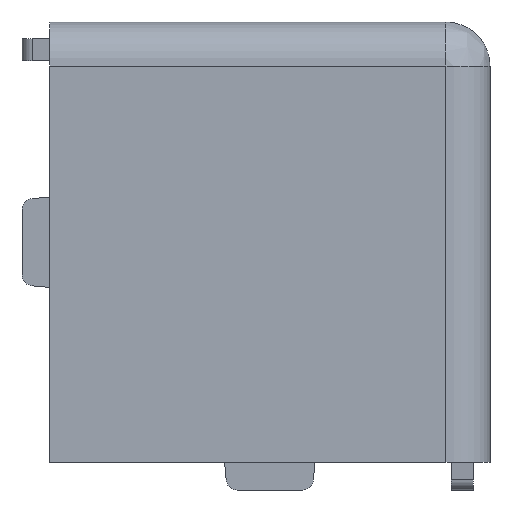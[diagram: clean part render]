
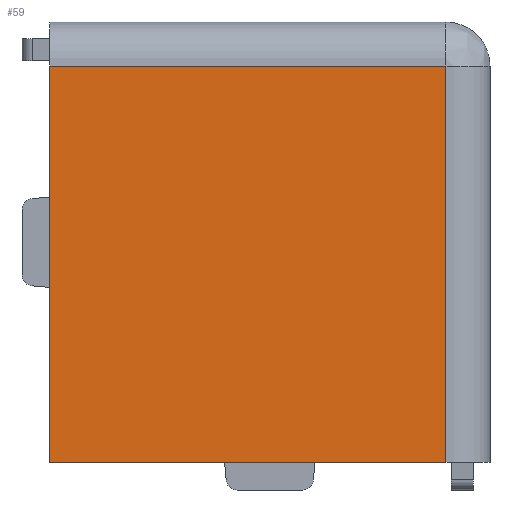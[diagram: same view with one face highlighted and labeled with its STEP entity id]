
A CAD part, front view. The second image highlights one B-rep face of the part: STEP entity #59.
In plain terms, the highlighted planar face has unit normal (0, -1, 0).
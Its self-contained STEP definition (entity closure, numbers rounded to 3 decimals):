
#35 = EDGE_CURVE ( 'NONE', #4048, #1070, #3760, .T. ) ;
#59 = ADVANCED_FACE ( 'NONE', ( #4137 ), #1435, .F. ) ;
#303 = CARTESIAN_POINT ( 'NONE',  ( -20., -20., 16. ) ) ;
#420 = EDGE_CURVE ( 'NONE', #2326, #1482, #1624, .T. ) ;
#576 = DIRECTION ( 'NONE',  ( 1., 0., 0. ) ) ;
#778 = CARTESIAN_POINT ( 'NONE',  ( 16., -20., 16. ) ) ;
#1070 = VERTEX_POINT ( 'NONE', #1886 ) ;
#1134 = ORIENTED_EDGE ( 'NONE', *, *, #2222, .F. ) ;
#1276 = DIRECTION ( 'NONE',  ( 0., 0., 1. ) ) ;
#1277 = DIRECTION ( 'NONE',  ( 0., 1., 0. ) ) ;
#1285 = CARTESIAN_POINT ( 'NONE',  ( -20., -20., 20. ) ) ;
#1376 = ORIENTED_EDGE ( 'NONE', *, *, #4275, .T. ) ;
#1435 = PLANE ( 'NONE',  #2170 ) ;
#1475 = CARTESIAN_POINT ( 'NONE',  ( 16., -20., -20. ) ) ;
#1482 = VERTEX_POINT ( 'NONE', #778 ) ;
#1602 = VECTOR ( 'NONE', #576, 1000. ) ;
#1624 = LINE ( 'NONE', #4409, #1602 ) ;
#1886 = CARTESIAN_POINT ( 'NONE',  ( -20., -20., -20. ) ) ;
#1956 = DIRECTION ( 'NONE',  ( 0., 0., -1. ) ) ;
#1962 = CARTESIAN_POINT ( 'NONE',  ( -20., -20., 20. ) ) ;
#2082 = DIRECTION ( 'NONE',  ( -1., 0., 0. ) ) ;
#2170 = AXIS2_PLACEMENT_3D ( 'NONE', #1285, #1277, #1276 ) ;
#2222 = EDGE_CURVE ( 'NONE', #1482, #4048, #3422, .T. ) ;
#2231 = CARTESIAN_POINT ( 'NONE',  ( -20., -20., -20. ) ) ;
#2300 = DIRECTION ( 'NONE',  ( 0., 0., -1. ) ) ;
#2326 = VERTEX_POINT ( 'NONE', #303 ) ;
#2393 = CARTESIAN_POINT ( 'NONE',  ( 16., -20., 20. ) ) ;
#2802 = ORIENTED_EDGE ( 'NONE', *, *, #35, .F. ) ;
#3422 = LINE ( 'NONE', #2393, #4418 ) ;
#3610 = ORIENTED_EDGE ( 'NONE', *, *, #420, .F. ) ;
#3741 = VECTOR ( 'NONE', #1956, 1000. ) ;
#3760 = LINE ( 'NONE', #2231, #3806 ) ;
#3806 = VECTOR ( 'NONE', #2082, 1000. ) ;
#3821 = LINE ( 'NONE', #1962, #3741 ) ;
#3969 = EDGE_LOOP ( 'NONE', ( #1134, #3610, #1376, #2802 ) ) ;
#4048 = VERTEX_POINT ( 'NONE', #1475 ) ;
#4137 = FACE_OUTER_BOUND ( 'NONE', #3969, .T. ) ;
#4275 = EDGE_CURVE ( 'NONE', #2326, #1070, #3821, .T. ) ;
#4409 = CARTESIAN_POINT ( 'NONE',  ( -20., -20., 16. ) ) ;
#4418 = VECTOR ( 'NONE', #2300, 1000. ) ;
